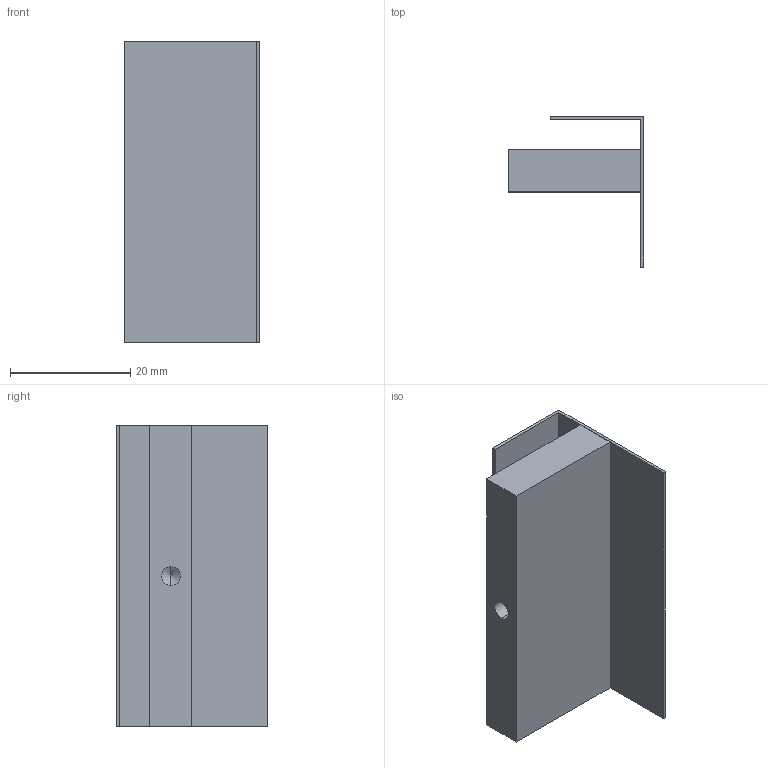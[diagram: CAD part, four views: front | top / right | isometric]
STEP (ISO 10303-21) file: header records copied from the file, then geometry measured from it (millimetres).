
FILE_DESCRIPTION (( 'STEP AP203' ), '1' );
FILE_NAME ('Radiator_3.STEP', '2013-02-28T14:06:58', ( 'Andra' ), ( '' ), 'SwSTEP 2.0', 'SolidWorks 2013', '' );
FILE_SCHEMA (( 'CONFIG_CONTROL_DESIGN' ));
Length unit declared in the file: millimetre
Products named in the file (3): 櫻蠉錪2; 櫻蠉錪3; Radiator_3
Assembly tree (2 placements, depth 2):
  Radiator_3
    櫻蠉錪2
    櫻蠉錪3
Bounding box: 22.5 x 25 x 50 mm (x, y, z)
Volume: 8448.7 mm3; surface area: 7569.4 mm2
Topology: 2 solids, 2 shells, 30 faces, 72 edges, 43 vertices
Faces by surface type: plane 14, cylinder 10, cone 6
Entity records: 1139 total; most frequent: DIRECTION 156, CARTESIAN_POINT 144, ORIENTED_EDGE 132, EDGE_CURVE 66, AXIS2_PLACEMENT_3D 55, VECTOR 46, LINE 46, VERTEX_POINT 43
